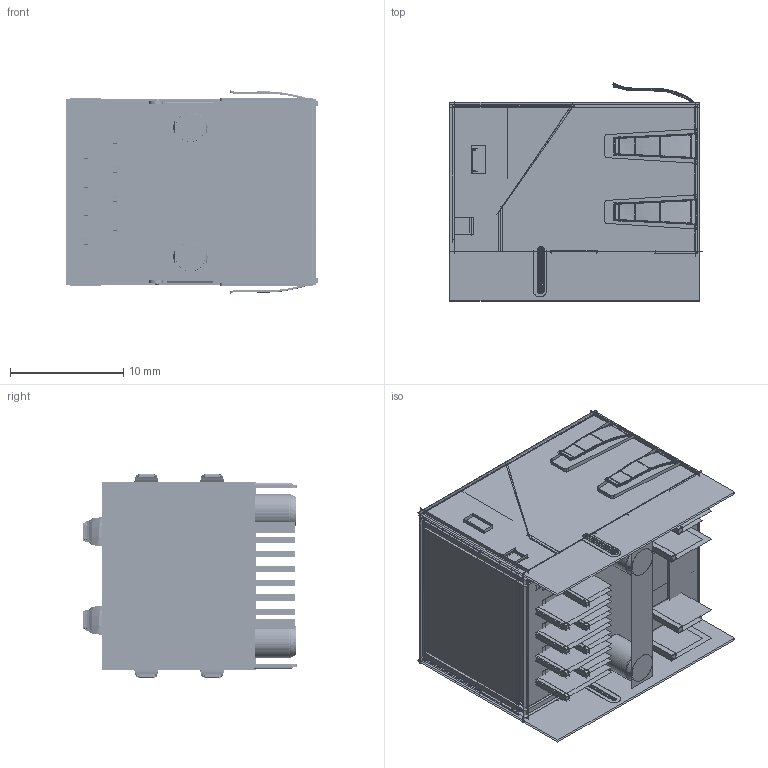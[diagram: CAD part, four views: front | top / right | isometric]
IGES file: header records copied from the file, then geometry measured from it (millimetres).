
Start section:  PTC IGES file: RJLD-043TC1.igs
Global section: file name: RJLD-043TC1.igs; native system: Pro/ENGINEER by Parametric Technology Corporation; preprocessor: 2007170; author: Administrator; organization: Unknown; date: 20150602.200904; units: millimetre
Bounding box: 22.26 x 19.22 x 17.95 mm (x, y, z)
Volume: 2190.9 mm3; surface area: 47501.4 mm2
Topology: 58 solids, 58 shells, 4748 faces, 23073 edges, 28290 vertices
Faces by surface type: bspline 3412, revolution 1336
